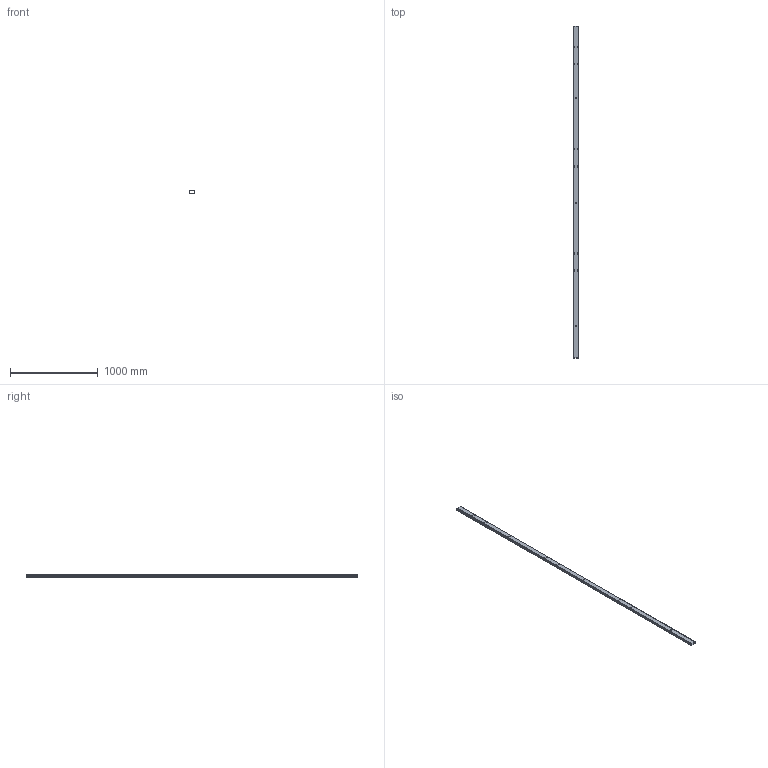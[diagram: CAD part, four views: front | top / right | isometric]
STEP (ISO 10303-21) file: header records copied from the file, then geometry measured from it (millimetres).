
FILE_DESCRIPTION (( 'STEP AP214' ), '1' );
FILE_NAME ('Kitchen 30x60.01.05.001.step', '2020-08-27T11:46:25', ( 'DM' ), ( '' ), 'SwSTEP 2.0', 'SolidWorks 2020', '' );
FILE_SCHEMA (( 'AUTOMOTIVE_DESIGN' ));
Length unit declared in the file: millimetre
Products named in the file (1): Kitchen 30x60.01.05.001
Bounding box: 60 x 3778 x 30 mm (x, y, z)
Volume: 1779705 mm3; surface area: 1207190.6 mm2
Topology: 1 solids, 1 shells, 186 faces, 672 edges, 434 vertices
Faces by surface type: cylinder 110, cone 42, plane 34
Entity records: 7950 total; most frequent: CARTESIAN_POINT 1923, ORIENTED_EDGE 1344, DIRECTION 1248, EDGE_CURVE 672, AXIS2_PLACEMENT_3D 473, VERTEX_POINT 434, LINE 302, VECTOR 302
